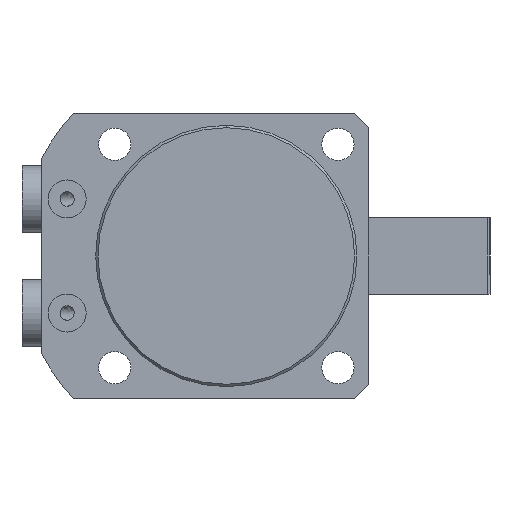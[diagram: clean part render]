
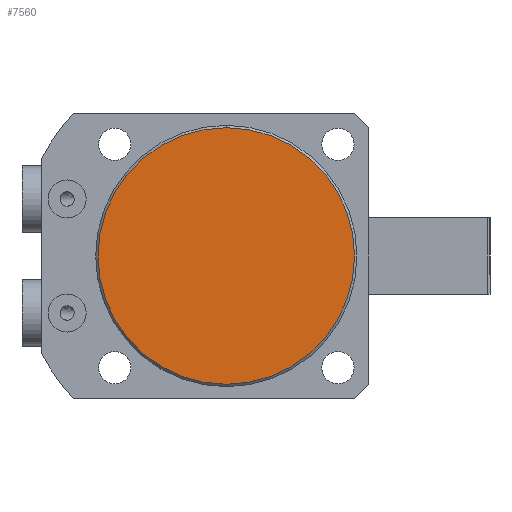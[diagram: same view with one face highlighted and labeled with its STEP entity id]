
A CAD part, front view. The second image highlights one B-rep face of the part: STEP entity #7560.
In plain terms, the highlighted planar face has unit normal (0, -1, 0).
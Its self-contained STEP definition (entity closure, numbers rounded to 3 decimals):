
#4 = CARTESIAN_POINT ( 'NONE',  ( 0., 0., 0. ) ) ;
#488 = CARTESIAN_POINT ( 'NONE',  ( 0., 0., 27. ) ) ;
#1912 = EDGE_CURVE ( 'NONE', #7332, #2673, #2139, .T. ) ;
#2014 = EDGE_CURVE ( 'NONE', #2673, #7332, #2090, .T. ) ;
#2090 = CIRCLE ( 'NONE', #6561, 27. ) ;
#2139 = CIRCLE ( 'NONE', #3549, 27. ) ;
#2500 = AXIS2_PLACEMENT_3D ( 'NONE', #8826, #9319, #8688 ) ;
#2673 = VERTEX_POINT ( 'NONE', #8421 ) ;
#3549 = AXIS2_PLACEMENT_3D ( 'NONE', #5054, #4949, #4920 ) ;
#3675 = DIRECTION ( 'NONE',  ( 0., 0., -1. ) ) ;
#3714 = DIRECTION ( 'NONE',  ( 0., -1., 0. ) ) ;
#4920 = DIRECTION ( 'NONE',  ( 0., 0., -1. ) ) ;
#4949 = DIRECTION ( 'NONE',  ( 0., -1., 0. ) ) ;
#5054 = CARTESIAN_POINT ( 'NONE',  ( 0., 0., 0. ) ) ;
#6199 = EDGE_LOOP ( 'NONE', ( #8668, #8032 ) ) ;
#6561 = AXIS2_PLACEMENT_3D ( 'NONE', #4, #3714, #3675 ) ;
#7332 = VERTEX_POINT ( 'NONE', #488 ) ;
#7560 = ADVANCED_FACE ( 'NONE', ( #9265 ), #8727, .T. ) ;
#8032 = ORIENTED_EDGE ( 'NONE', *, *, #2014, .T. ) ;
#8421 = CARTESIAN_POINT ( 'NONE',  ( 0., 0., -27. ) ) ;
#8668 = ORIENTED_EDGE ( 'NONE', *, *, #1912, .T. ) ;
#8688 = DIRECTION ( 'NONE',  ( 0., 0., -1. ) ) ;
#8727 = PLANE ( 'NONE',  #2500 ) ;
#8826 = CARTESIAN_POINT ( 'NONE',  ( 22., 0., 0. ) ) ;
#9265 = FACE_OUTER_BOUND ( 'NONE', #6199, .T. ) ;
#9319 = DIRECTION ( 'NONE',  ( 0., -1., 0. ) ) ;
